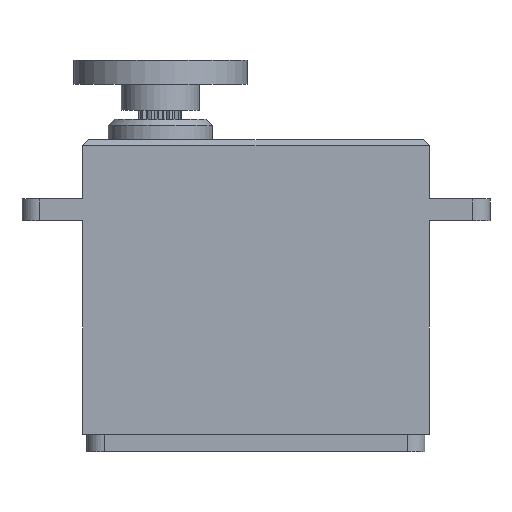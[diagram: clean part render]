
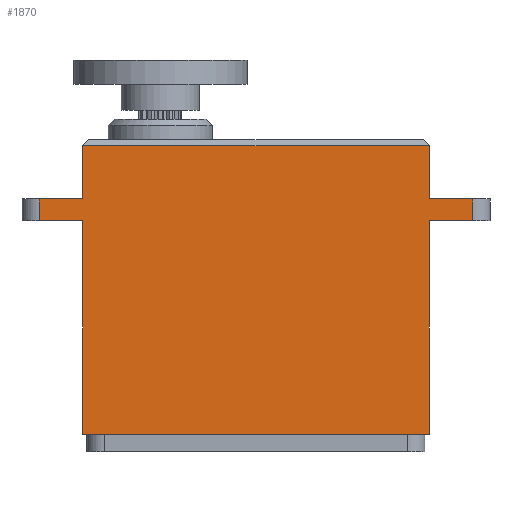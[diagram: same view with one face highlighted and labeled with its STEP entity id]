
A CAD part, front view. The second image highlights one B-rep face of the part: STEP entity #1870.
In plain terms, the highlighted planar face has unit normal (0, -1, 0).
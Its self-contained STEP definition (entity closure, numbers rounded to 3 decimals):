
#248=FACE_OUTER_BOUND('',#350,.T.);
#350=EDGE_LOOP('',(#1288,#1289,#1290,#1291,#1292,#1293,#1294,#1295,#1296,
#1297,#1298,#1299));
#482=LINE('',#2848,#658);
#484=LINE('',#2852,#660);
#485=LINE('',#2854,#661);
#486=LINE('',#2856,#662);
#487=LINE('',#2858,#663);
#488=LINE('',#2860,#664);
#489=LINE('',#2862,#665);
#490=LINE('',#2864,#666);
#491=LINE('',#2866,#667);
#492=LINE('',#2868,#668);
#493=LINE('',#2870,#669);
#494=LINE('',#2871,#670);
#658=VECTOR('',#2268,10.);
#660=VECTOR('',#2272,10.);
#661=VECTOR('',#2273,10.);
#662=VECTOR('',#2274,10.);
#663=VECTOR('',#2275,10.);
#664=VECTOR('',#2276,10.);
#665=VECTOR('',#2277,10.);
#666=VECTOR('',#2278,10.);
#667=VECTOR('',#2279,10.);
#668=VECTOR('',#2280,10.);
#669=VECTOR('',#2281,10.);
#670=VECTOR('',#2282,10.);
#827=VERTEX_POINT('',#2832);
#831=VERTEX_POINT('',#2844);
#832=VERTEX_POINT('',#2851);
#833=VERTEX_POINT('',#2853);
#834=VERTEX_POINT('',#2855);
#835=VERTEX_POINT('',#2857);
#836=VERTEX_POINT('',#2859);
#837=VERTEX_POINT('',#2861);
#838=VERTEX_POINT('',#2863);
#839=VERTEX_POINT('',#2865);
#840=VERTEX_POINT('',#2867);
#841=VERTEX_POINT('',#2869);
#1012=EDGE_CURVE('',#827,#831,#482,.T.);
#1014=EDGE_CURVE('',#832,#827,#484,.T.);
#1015=EDGE_CURVE('',#833,#832,#485,.T.);
#1016=EDGE_CURVE('',#834,#833,#486,.T.);
#1017=EDGE_CURVE('',#835,#834,#487,.T.);
#1018=EDGE_CURVE('',#836,#835,#488,.T.);
#1019=EDGE_CURVE('',#836,#837,#489,.T.);
#1020=EDGE_CURVE('',#837,#838,#490,.T.);
#1021=EDGE_CURVE('',#839,#838,#491,.T.);
#1022=EDGE_CURVE('',#840,#839,#492,.T.);
#1023=EDGE_CURVE('',#841,#840,#493,.T.);
#1024=EDGE_CURVE('',#841,#831,#494,.T.);
#1288=ORIENTED_EDGE('',*,*,#1012,.F.);
#1289=ORIENTED_EDGE('',*,*,#1014,.F.);
#1290=ORIENTED_EDGE('',*,*,#1015,.F.);
#1291=ORIENTED_EDGE('',*,*,#1016,.F.);
#1292=ORIENTED_EDGE('',*,*,#1017,.F.);
#1293=ORIENTED_EDGE('',*,*,#1018,.F.);
#1294=ORIENTED_EDGE('',*,*,#1019,.T.);
#1295=ORIENTED_EDGE('',*,*,#1020,.T.);
#1296=ORIENTED_EDGE('',*,*,#1021,.F.);
#1297=ORIENTED_EDGE('',*,*,#1022,.F.);
#1298=ORIENTED_EDGE('',*,*,#1023,.F.);
#1299=ORIENTED_EDGE('',*,*,#1024,.T.);
#1816=PLANE('',#2051);
#1870=ADVANCED_FACE('',(#248),#1816,.T.);
#2051=AXIS2_PLACEMENT_3D('',#2850,#2270,#2271);
#2268=DIRECTION('',(1.,0.,0.));
#2270=DIRECTION('center_axis',(0.,-1.,0.));
#2271=DIRECTION('ref_axis',(1.,0.,0.));
#2272=DIRECTION('',(0.,0.,1.));
#2273=DIRECTION('',(1.,0.,0.));
#2274=DIRECTION('',(0.,0.,1.));
#2275=DIRECTION('',(-1.,0.,0.));
#2276=DIRECTION('',(0.,0.,1.));
#2277=DIRECTION('',(1.,0.,0.));
#2278=DIRECTION('',(0.,0.,1.));
#2279=DIRECTION('',(-1.,0.,0.));
#2280=DIRECTION('',(0.,0.,-1.));
#2281=DIRECTION('',(1.,0.,0.));
#2282=DIRECTION('',(0.,0.,1.));
#2832=CARTESIAN_POINT('',(0.,0.,35.32));
#2844=CARTESIAN_POINT('',(40.,0.,35.32));
#2848=CARTESIAN_POINT('',(10.,0.,35.32));
#2850=CARTESIAN_POINT('Origin',(0.,0.,0.));
#2851=CARTESIAN_POINT('',(0.,0.,29.17));
#2852=CARTESIAN_POINT('',(0.,0.,29.17));
#2853=CARTESIAN_POINT('',(-5.,0.,29.17));
#2854=CARTESIAN_POINT('',(47.,0.,29.17));
#2855=CARTESIAN_POINT('',(-5.,0.,26.67));
#2856=CARTESIAN_POINT('',(-5.,0.,13.335));
#2857=CARTESIAN_POINT('',(0.,0.,26.67));
#2858=CARTESIAN_POINT('',(47.,0.,26.67));
#2859=CARTESIAN_POINT('',(0.,0.,2.));
#2860=CARTESIAN_POINT('',(0.,0.,0.));
#2861=CARTESIAN_POINT('',(40.,0.,2.));
#2862=CARTESIAN_POINT('',(10.,0.,2.));
#2863=CARTESIAN_POINT('',(40.,0.,26.67));
#2864=CARTESIAN_POINT('',(40.,0.,0.));
#2865=CARTESIAN_POINT('',(45.,0.,26.67));
#2866=CARTESIAN_POINT('',(47.,0.,26.67));
#2867=CARTESIAN_POINT('',(45.,0.,29.17));
#2868=CARTESIAN_POINT('',(45.,0.,13.335));
#2869=CARTESIAN_POINT('',(40.,0.,29.17));
#2870=CARTESIAN_POINT('',(47.,0.,29.17));
#2871=CARTESIAN_POINT('',(40.,0.,29.17));
